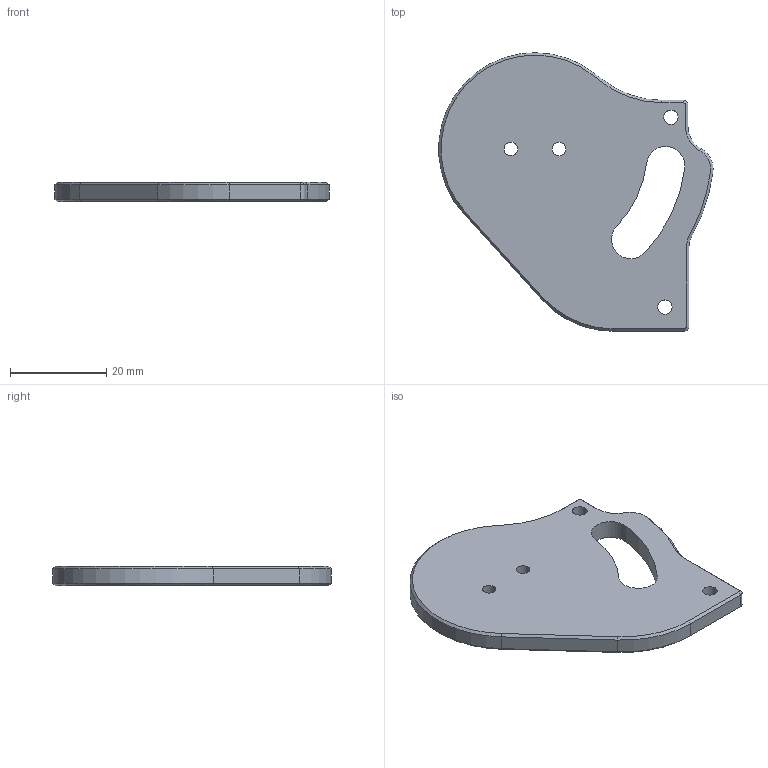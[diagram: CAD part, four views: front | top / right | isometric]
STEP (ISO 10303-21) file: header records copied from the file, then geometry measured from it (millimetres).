
FILE_DESCRIPTION(/* description */ (''),/* implementation_level */ '2;1');
FILE_NAME(/* name */ 'caseholder.stp',/* time_stamp */ '2022-05-02T15:54:35+02:00',/* author */ ('ruben'),/* organization */ (''),/* preprocessor_version */ 'ST-DEVELOPER v18.1',/* originating_system */ 'Autodesk Inventor 2022',/* authorisation */ '');
FILE_SCHEMA (('AUTOMOTIVE_DESIGN { 1 0 10303 214 3 1 1 }'));
Length unit declared in the file: millimetre
Products named in the file (1): Caseholder
Bounding box: 56.97 x 57.87 x 4 mm (x, y, z)
Volume: 7672.1 mm3; surface area: 5464.4 mm2
Topology: 1 solids, 1 shells, 68 faces, 165 edges, 100 vertices
Faces by surface type: plane 27, cylinder 23, cone 18
Full cylindrical faces by diameter (mm): 2.8 x2, 3 x2
Entity records: 2034 total; most frequent: DIRECTION 367, CARTESIAN_POINT 334, ORIENTED_EDGE 330, EDGE_CURVE 165, AXIS2_PLACEMENT_3D 133, LINE 101, VECTOR 101, VERTEX_POINT 100
